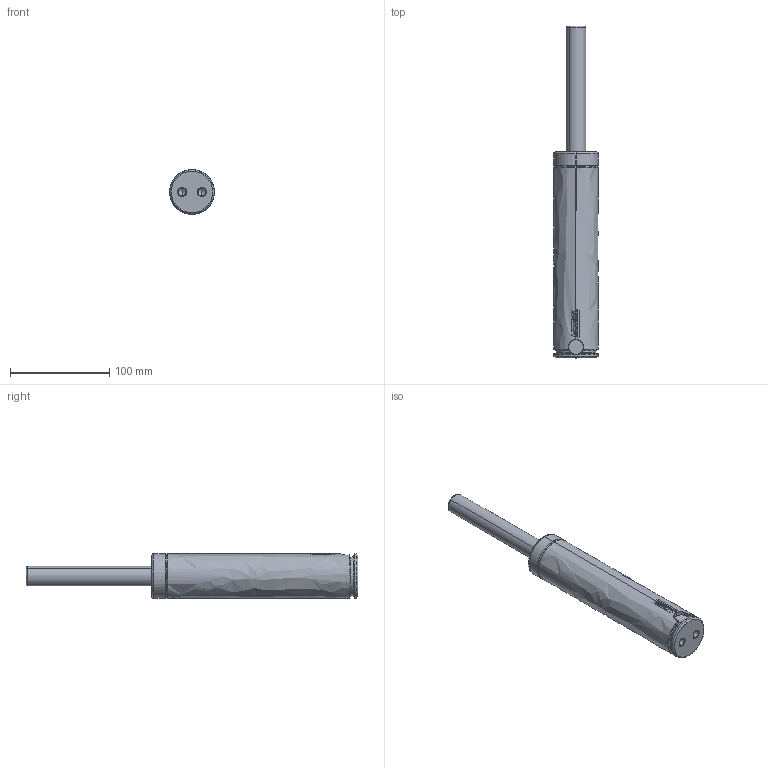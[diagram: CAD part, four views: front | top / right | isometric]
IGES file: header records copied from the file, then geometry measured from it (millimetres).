
Start section: SolidWorks IGES file using analytic representation for surfaces
Global section: file name: ISNG0500-125.igs; native system: SolidWorks 2014; preprocessor: SolidWorks 2014; author: thevault; date: 190315.153724; units: millimetre
Bounding box: 45 x 335 x 45.02 mm (x, y, z)
Surface area: 60696.9 mm2 (no closed solid volume)
Topology: 0 solids, 0 shells, 173 faces, 2427 edges, 2421 vertices
Faces by surface type: bspline 93, revolution 80
